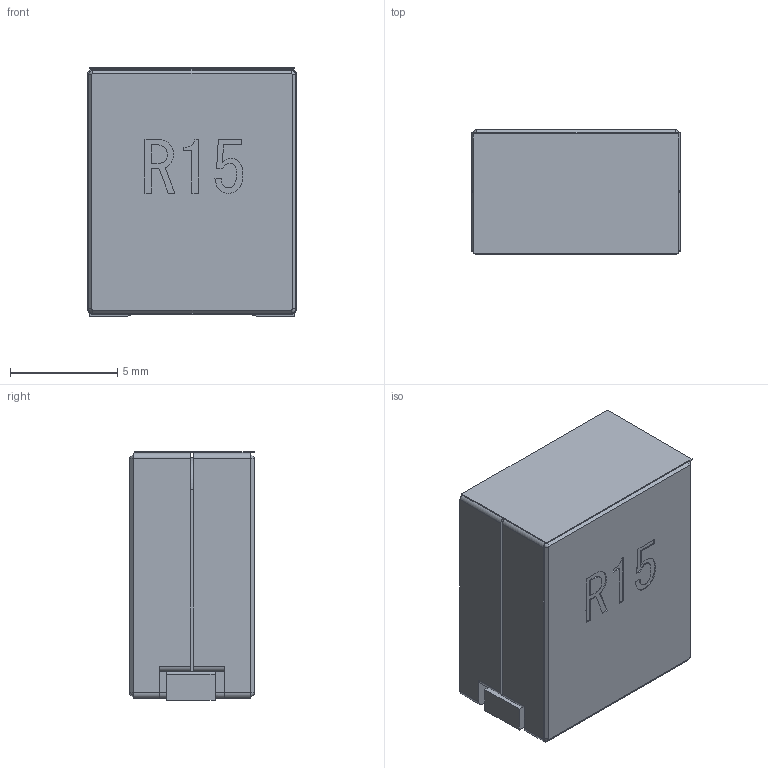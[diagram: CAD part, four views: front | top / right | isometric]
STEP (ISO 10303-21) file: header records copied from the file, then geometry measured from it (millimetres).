
FILE_DESCRIPTION( ('This file contains a STEP AP42 implementation' ,'as created by ZW3D STEP Interface translator.') ,'2;1' );
FILE_NAME( 'PB1012.stp' ,'211224. 95936', (''), ('ZWCAD Software Co.'), 'Version 1.0', 'ZW3D to STEP translator', '' );
FILE_SCHEMA( ('CONFIG_CONTROL_DESIGN') );
Length unit declared in the file: millimetre
Products named in the file (5): 0; PB1012; Part001; CLIP; TAPE1
Assembly tree (4 placements, depth 2):
  0
  PB1012
    Part001  x2
    CLIP
    TAPE1
Bounding box: 9.75 x 5.8 x 11.62 mm (x, y, z)
Volume: 572.6 mm3; surface area: 1080.1 mm2
Topology: 4 solids, 4 shells, 208 faces, 570 edges, 380 vertices
Faces by surface type: bspline 208
Entity records: 3690 total; most frequent: CARTESIAN_POINT 1536, ORIENTED_EDGE 642, EDGE_CURVE 321, B_SPLINE_CURVE_WITH_KNOTS 259, VERTEX_POINT 214, EDGE_LOOP 123, FACE_OUTER_BOUND 118, ADVANCED_FACE 118
